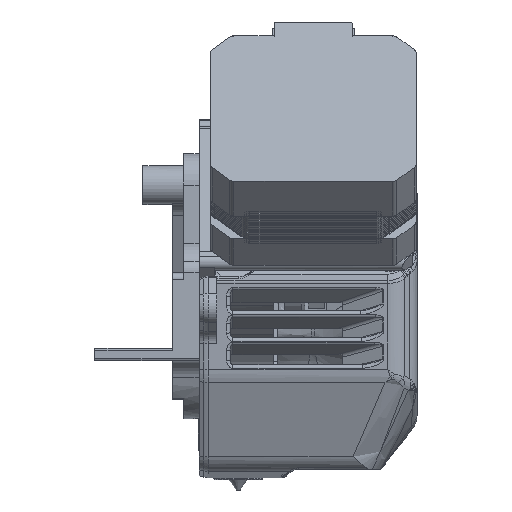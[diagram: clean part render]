
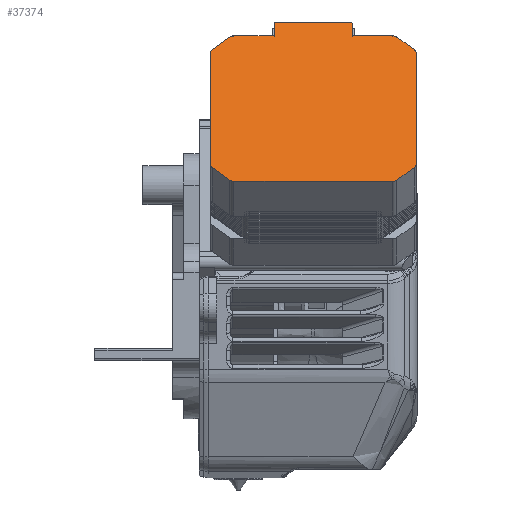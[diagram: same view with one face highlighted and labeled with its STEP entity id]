
A CAD part, left-side view. The second image highlights one B-rep face of the part: STEP entity #37374.
In plain terms, the highlighted face is planar.
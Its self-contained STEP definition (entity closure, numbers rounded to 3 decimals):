
#3115=LINE('',#57029,#5865);
#3118=LINE('',#57035,#5868);
#3119=LINE('',#57037,#5869);
#3120=LINE('',#57041,#5870);
#3121=LINE('',#57045,#5871);
#3122=LINE('',#57049,#5872);
#3123=LINE('',#57053,#5873);
#3124=LINE('',#57057,#5874);
#3125=LINE('',#57061,#5875);
#3126=LINE('',#57065,#5876);
#3127=LINE('',#57069,#5877);
#3128=LINE('',#57071,#5878);
#5865=VECTOR('',#47148,10.);
#5868=VECTOR('',#47153,10.);
#5869=VECTOR('',#47154,10.);
#5870=VECTOR('',#47157,10.);
#5871=VECTOR('',#47160,10.);
#5872=VECTOR('',#47163,10.);
#5873=VECTOR('',#47166,10.);
#5874=VECTOR('',#47169,10.);
#5875=VECTOR('',#47172,10.);
#5876=VECTOR('',#47175,10.);
#5877=VECTOR('',#47178,10.);
#5878=VECTOR('',#47179,10.);
#9384=FACE_OUTER_BOUND('',#11685,.T.);
#11685=EDGE_LOOP('',(#28086,#28087,#28088,#28089,#28090,#28091,#28092,#28093,
#28094,#28095,#28096,#28097,#28098,#28099,#28100,#28101,#28102,#28103,#28104,
#28105,#28106,#28107));
#14181=CIRCLE('',#40692,0.635);
#14182=CIRCLE('',#40695,1.143);
#14183=CIRCLE('',#40696,1.143);
#14184=CIRCLE('',#40697,1.143);
#14185=CIRCLE('',#40698,1.143);
#14186=CIRCLE('',#40699,1.143);
#14187=CIRCLE('',#40700,1.143);
#14188=CIRCLE('',#40701,1.143);
#14189=CIRCLE('',#40702,1.143);
#14190=CIRCLE('',#40703,0.635);
#16172=VERTEX_POINT('',#57022);
#16173=VERTEX_POINT('',#57024);
#16174=VERTEX_POINT('',#57028);
#16176=VERTEX_POINT('',#57034);
#16177=VERTEX_POINT('',#57036);
#16178=VERTEX_POINT('',#57038);
#16179=VERTEX_POINT('',#57040);
#16180=VERTEX_POINT('',#57042);
#16181=VERTEX_POINT('',#57044);
#16182=VERTEX_POINT('',#57046);
#16183=VERTEX_POINT('',#57048);
#16184=VERTEX_POINT('',#57050);
#16185=VERTEX_POINT('',#57052);
#16186=VERTEX_POINT('',#57054);
#16187=VERTEX_POINT('',#57056);
#16188=VERTEX_POINT('',#57058);
#16189=VERTEX_POINT('',#57060);
#16190=VERTEX_POINT('',#57062);
#16191=VERTEX_POINT('',#57064);
#16192=VERTEX_POINT('',#57066);
#16193=VERTEX_POINT('',#57068);
#16194=VERTEX_POINT('',#57070);
#20476=EDGE_CURVE('',#16172,#16173,#14181,.T.);
#20478=EDGE_CURVE('',#16174,#16173,#3115,.T.);
#20481=EDGE_CURVE('',#16172,#16176,#3118,.T.);
#20482=EDGE_CURVE('',#16176,#16177,#3119,.T.);
#20483=EDGE_CURVE('',#16177,#16178,#14182,.T.);
#20484=EDGE_CURVE('',#16178,#16179,#3120,.T.);
#20485=EDGE_CURVE('',#16179,#16180,#14183,.T.);
#20486=EDGE_CURVE('',#16180,#16181,#3121,.T.);
#20487=EDGE_CURVE('',#16181,#16182,#14184,.T.);
#20488=EDGE_CURVE('',#16182,#16183,#3122,.T.);
#20489=EDGE_CURVE('',#16183,#16184,#14185,.T.);
#20490=EDGE_CURVE('',#16184,#16185,#3123,.T.);
#20491=EDGE_CURVE('',#16185,#16186,#14186,.T.);
#20492=EDGE_CURVE('',#16186,#16187,#3124,.T.);
#20493=EDGE_CURVE('',#16187,#16188,#14187,.T.);
#20494=EDGE_CURVE('',#16188,#16189,#3125,.T.);
#20495=EDGE_CURVE('',#16189,#16190,#14188,.T.);
#20496=EDGE_CURVE('',#16190,#16191,#3126,.T.);
#20497=EDGE_CURVE('',#16191,#16192,#14189,.T.);
#20498=EDGE_CURVE('',#16192,#16193,#3127,.T.);
#20499=EDGE_CURVE('',#16194,#16193,#3128,.T.);
#20500=EDGE_CURVE('',#16174,#16194,#14190,.T.);
#28086=ORIENTED_EDGE('',*,*,#20476,.F.);
#28087=ORIENTED_EDGE('',*,*,#20481,.T.);
#28088=ORIENTED_EDGE('',*,*,#20482,.T.);
#28089=ORIENTED_EDGE('',*,*,#20483,.T.);
#28090=ORIENTED_EDGE('',*,*,#20484,.T.);
#28091=ORIENTED_EDGE('',*,*,#20485,.T.);
#28092=ORIENTED_EDGE('',*,*,#20486,.T.);
#28093=ORIENTED_EDGE('',*,*,#20487,.T.);
#28094=ORIENTED_EDGE('',*,*,#20488,.T.);
#28095=ORIENTED_EDGE('',*,*,#20489,.T.);
#28096=ORIENTED_EDGE('',*,*,#20490,.T.);
#28097=ORIENTED_EDGE('',*,*,#20491,.T.);
#28098=ORIENTED_EDGE('',*,*,#20492,.T.);
#28099=ORIENTED_EDGE('',*,*,#20493,.T.);
#28100=ORIENTED_EDGE('',*,*,#20494,.T.);
#28101=ORIENTED_EDGE('',*,*,#20495,.T.);
#28102=ORIENTED_EDGE('',*,*,#20496,.T.);
#28103=ORIENTED_EDGE('',*,*,#20497,.T.);
#28104=ORIENTED_EDGE('',*,*,#20498,.T.);
#28105=ORIENTED_EDGE('',*,*,#20499,.F.);
#28106=ORIENTED_EDGE('',*,*,#20500,.F.);
#28107=ORIENTED_EDGE('',*,*,#20478,.T.);
#36094=PLANE('',#40694);
#37374=ADVANCED_FACE('',(#9384),#36094,.T.);
#40692=AXIS2_PLACEMENT_3D('',#57025,#47143,#47144);
#40694=AXIS2_PLACEMENT_3D('',#57033,#47151,#47152);
#40695=AXIS2_PLACEMENT_3D('',#57039,#47155,#47156);
#40696=AXIS2_PLACEMENT_3D('',#57043,#47158,#47159);
#40697=AXIS2_PLACEMENT_3D('',#57047,#47161,#47162);
#40698=AXIS2_PLACEMENT_3D('',#57051,#47164,#47165);
#40699=AXIS2_PLACEMENT_3D('',#57055,#47167,#47168);
#40700=AXIS2_PLACEMENT_3D('',#57059,#47170,#47171);
#40701=AXIS2_PLACEMENT_3D('',#57063,#47173,#47174);
#40702=AXIS2_PLACEMENT_3D('',#57067,#47176,#47177);
#40703=AXIS2_PLACEMENT_3D('',#57072,#47180,#47181);
#47143=DIRECTION('center_axis',(0.,1.,0.));
#47144=DIRECTION('ref_axis',(-0.707,0.,0.707));
#47148=DIRECTION('',(-1.,0.,0.));
#47151=DIRECTION('center_axis',(0.,-1.,0.));
#47152=DIRECTION('ref_axis',(1.,0.,0.));
#47153=DIRECTION('',(0.,0.,-1.));
#47154=DIRECTION('',(-1.,0.,0.));
#47155=DIRECTION('center_axis',(0.,-1.,0.));
#47156=DIRECTION('ref_axis',(0.,0.,1.));
#47157=DIRECTION('',(-0.707,0.,-0.707));
#47158=DIRECTION('center_axis',(0.,-1.,0.));
#47159=DIRECTION('ref_axis',(-0.707,0.,0.707));
#47160=DIRECTION('',(0.,0.,-1.));
#47161=DIRECTION('center_axis',(0.,-1.,0.));
#47162=DIRECTION('ref_axis',(-1.,0.,0.));
#47163=DIRECTION('',(0.707,0.,-0.707));
#47164=DIRECTION('center_axis',(0.,-1.,0.));
#47165=DIRECTION('ref_axis',(-0.707,0.,-0.707));
#47166=DIRECTION('',(1.,0.,0.));
#47167=DIRECTION('center_axis',(0.,-1.,0.));
#47168=DIRECTION('ref_axis',(0.,0.,-1.));
#47169=DIRECTION('',(0.707,0.,0.707));
#47170=DIRECTION('center_axis',(0.,-1.,0.));
#47171=DIRECTION('ref_axis',(0.707,0.,-0.707));
#47172=DIRECTION('',(0.,0.,1.));
#47173=DIRECTION('center_axis',(0.,-1.,0.));
#47174=DIRECTION('ref_axis',(1.,0.,0.));
#47175=DIRECTION('',(-0.707,0.,0.707));
#47176=DIRECTION('center_axis',(0.,-1.,0.));
#47177=DIRECTION('ref_axis',(0.707,0.,0.707));
#47178=DIRECTION('',(-1.,0.,0.));
#47179=DIRECTION('',(0.,0.,-1.));
#47180=DIRECTION('center_axis',(0.,1.,0.));
#47181=DIRECTION('ref_axis',(0.707,0.,0.707));
#57022=CARTESIAN_POINT('',(-8.065,-24.486,24.554));
#57024=CARTESIAN_POINT('',(-7.43,-24.486,25.189));
#57025=CARTESIAN_POINT('Origin',(-7.43,-24.486,24.554));
#57028=CARTESIAN_POINT('',(7.43,-24.486,25.189));
#57029=CARTESIAN_POINT('',(0.,-24.486,25.189));
#57033=CARTESIAN_POINT('Origin',(0.,-24.486,0.));
#57034=CARTESIAN_POINT('',(-8.065,-24.486,21.15));
#57035=CARTESIAN_POINT('',(-8.065,-24.486,25.189));
#57036=CARTESIAN_POINT('',(-16.359,-24.486,21.15));
#57037=CARTESIAN_POINT('',(16.359,-24.486,21.15));
#57038=CARTESIAN_POINT('',(-17.167,-24.486,20.815));
#57039=CARTESIAN_POINT('Origin',(-16.359,-24.486,20.007));
#57040=CARTESIAN_POINT('',(-20.815,-24.486,17.167));
#57041=CARTESIAN_POINT('',(-17.167,-24.486,20.815));
#57042=CARTESIAN_POINT('',(-21.15,-24.486,16.359));
#57043=CARTESIAN_POINT('Origin',(-20.007,-24.486,16.359));
#57044=CARTESIAN_POINT('',(-21.15,-24.486,-16.359));
#57045=CARTESIAN_POINT('',(-21.15,-24.486,16.359));
#57046=CARTESIAN_POINT('',(-20.815,-24.486,-17.167));
#57047=CARTESIAN_POINT('Origin',(-20.007,-24.486,-16.359));
#57048=CARTESIAN_POINT('',(-17.167,-24.486,-20.815));
#57049=CARTESIAN_POINT('',(-20.815,-24.486,-17.167));
#57050=CARTESIAN_POINT('',(-16.359,-24.486,-21.15));
#57051=CARTESIAN_POINT('Origin',(-16.359,-24.486,-20.007));
#57052=CARTESIAN_POINT('',(16.359,-24.486,-21.15));
#57053=CARTESIAN_POINT('',(-16.359,-24.486,-21.15));
#57054=CARTESIAN_POINT('',(17.167,-24.486,-20.815));
#57055=CARTESIAN_POINT('Origin',(16.359,-24.486,-20.007));
#57056=CARTESIAN_POINT('',(20.815,-24.486,-17.167));
#57057=CARTESIAN_POINT('',(17.167,-24.486,-20.815));
#57058=CARTESIAN_POINT('',(21.15,-24.486,-16.359));
#57059=CARTESIAN_POINT('Origin',(20.007,-24.486,-16.359));
#57060=CARTESIAN_POINT('',(21.15,-24.486,16.359));
#57061=CARTESIAN_POINT('',(21.15,-24.486,-16.359));
#57062=CARTESIAN_POINT('',(20.815,-24.486,17.167));
#57063=CARTESIAN_POINT('Origin',(20.007,-24.486,16.359));
#57064=CARTESIAN_POINT('',(17.167,-24.486,20.815));
#57065=CARTESIAN_POINT('',(20.815,-24.486,17.167));
#57066=CARTESIAN_POINT('',(16.359,-24.486,21.15));
#57067=CARTESIAN_POINT('Origin',(16.359,-24.486,20.007));
#57068=CARTESIAN_POINT('',(8.065,-24.486,21.15));
#57069=CARTESIAN_POINT('',(16.359,-24.486,21.15));
#57070=CARTESIAN_POINT('',(8.065,-24.486,24.554));
#57071=CARTESIAN_POINT('',(8.065,-24.486,25.189));
#57072=CARTESIAN_POINT('Origin',(7.43,-24.486,24.554));
